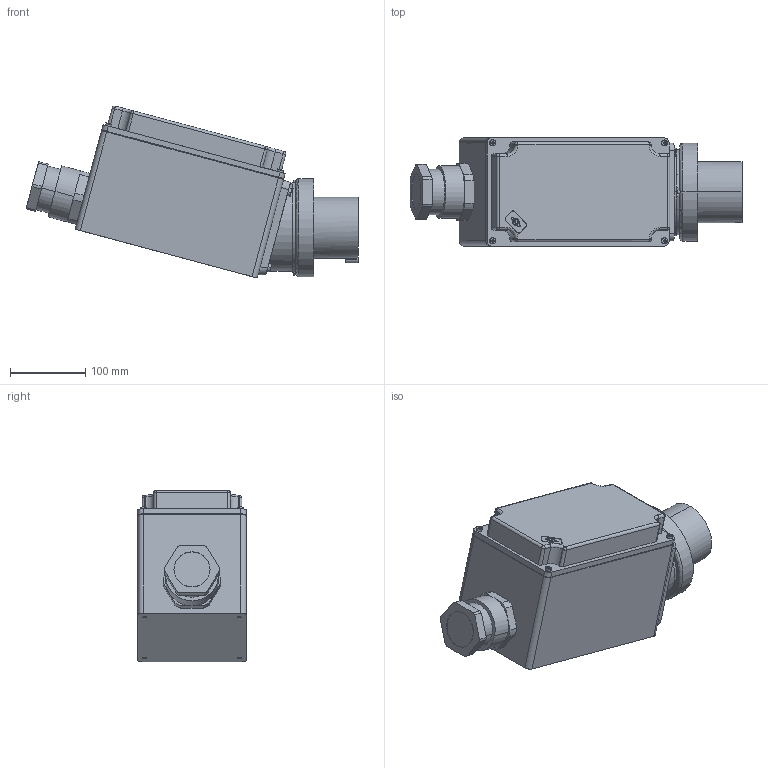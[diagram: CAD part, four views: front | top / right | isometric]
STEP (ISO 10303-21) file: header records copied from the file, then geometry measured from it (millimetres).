
FILE_DESCRIPTION(('Creo Elements/Direct Modeling STEP Export'),'2;1');
FILE_NAME('0ln7uvk55f4ph6d2452','2020-10-30T 9:38:09',(''),(''),'Creo Elements/Direct Modeling STEP processor for AP214 (Solid Model)','Creo Elements/Direct Modeling 20.1B 02-Apr-2019 (C) Parametric Technology GmbH','');
FILE_SCHEMA(('AUTOMOTIVE_DESIGN { 1 0 10303 214 1 1 1 1 }'));
Length unit declared in the file: millimetre
Products named in the file (2): PEW_12565_SM
Assembly tree (1 placements, depth 2):
  PEW_12565_SM
    PEW_12565_SM
Bounding box: 440.63 x 144 x 228.08 mm (x, y, z)
Volume: 6898001.5 mm3; surface area: 315970.2 mm2
Topology: 1 solids, 5 shells, 486 faces, 1233 edges, 805 vertices
Faces by surface type: plane 270, cylinder 172, torus 26, cone 10, sphere 8
Entity records: 16653 total; most frequent: CARTESIAN_POINT 2772, ORIENTED_EDGE 2450, DIRECTION 2316, EDGE_CURVE 1225, VERTEX_POINT 805, AXIS2_PLACEMENT_3D 792, VECTOR 732, LINE 732
